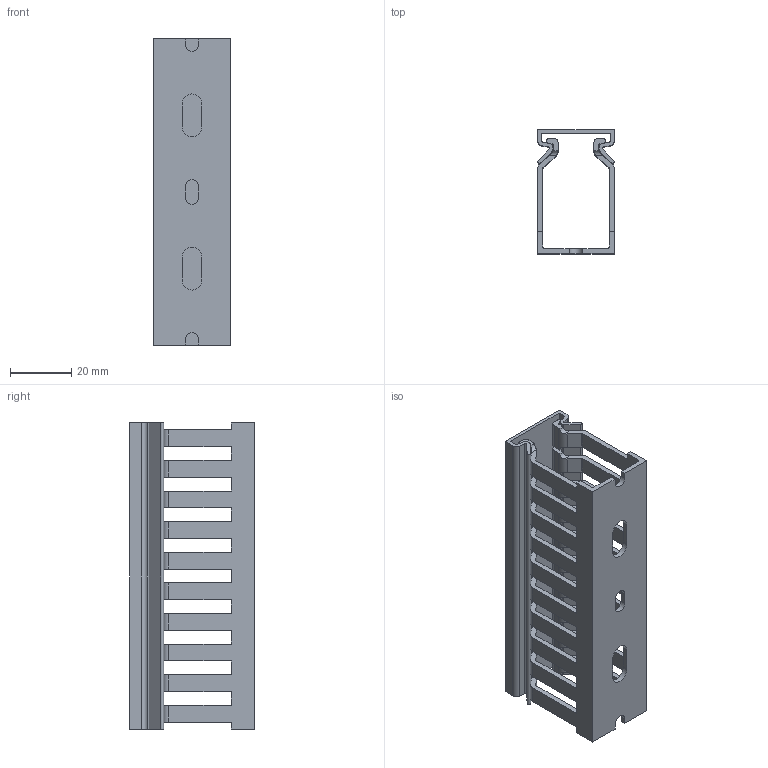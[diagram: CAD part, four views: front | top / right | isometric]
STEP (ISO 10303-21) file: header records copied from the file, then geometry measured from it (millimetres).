
FILE_DESCRIPTION(/* description */ ('F2000 B25xH40'),/* implementation_level */ '2;1');
FILE_NAME(/* name */ '17841.6_VK_HF_25X40_LG.stp',/* time_stamp */ '2020-04-07T14:35:13+02:00',/* author */ ('freichenberger'),/* organization */ (''),/* preprocessor_version */ 'ST-DEVELOPER v18',/* originating_system */ 'Autodesk Inventor 2020',/* authorisation */ '');
FILE_SCHEMA (('AUTOMOTIVE_DESIGN { 1 0 10303 214 3 1 1 }'));
Length unit declared in the file: millimetre
Products named in the file (3): 7309-1; 7309-1 / 7359-1; 5509-1 / 5519-1
Assembly tree (2 placements, depth 2):
  7309-1
    7309-1 / 7359-1
    5509-1 / 5519-1
Bounding box: 25 x 40.54 x 100 mm (x, y, z)
Volume: 19095.4 mm3; surface area: 28827.3 mm2
Topology: 2 solids, 2 shells, 462 faces, 1374 edges, 916 vertices
Faces by surface type: plane 260, cylinder 202
Entity records: 16239 total; most frequent: CARTESIAN_POINT 3477, ORIENTED_EDGE 2748, DIRECTION 2632, EDGE_CURVE 1374, VERTEX_POINT 916, LINE 890, VECTOR 890, AXIS2_PLACEMENT_3D 871
